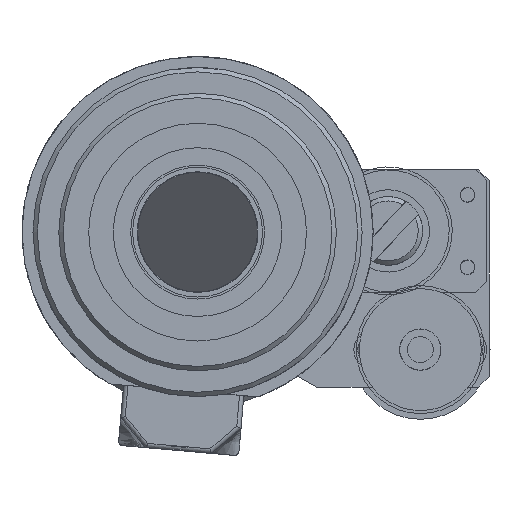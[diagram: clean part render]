
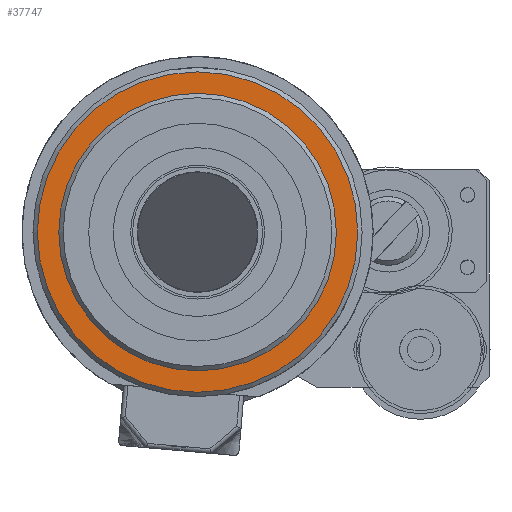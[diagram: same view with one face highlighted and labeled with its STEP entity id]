
A CAD part, left-side view. The second image highlights one B-rep face of the part: STEP entity #37747.
In plain terms, the highlighted face is planar.
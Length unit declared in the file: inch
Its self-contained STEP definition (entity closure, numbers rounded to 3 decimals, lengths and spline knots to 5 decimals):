
#37705=CARTESIAN_POINT('',(-0.73,0.0,0.));
#37706=VERTEX_POINT('',#37705);
#37707=CARTESIAN_POINT('',(0.0,0.0,0.0));
#37708=DIRECTION('',(0.0,1.0,0.0));
#37709=DIRECTION('',(1.0,0.0,0.0));
#37710=AXIS2_PLACEMENT_3D('',#37707,#37708,#37709);
#37711=CIRCLE('',#37710,0.73);
#37712=EDGE_CURVE('',#37706,#37706,#37711,.T.);
#37728=CARTESIAN_POINT('',(-0.6565,0.0,0.0));
#37729=DIRECTION('',(0.0,-1.0,0.0));
#37730=DIRECTION('',(0.0,0.0,-1.0));
#37731=AXIS2_PLACEMENT_3D('',#37728,#37729,#37730);
#37732=PLANE('',#37731);
#37733=ORIENTED_EDGE('',*,*,#37712,.F.);
#37734=EDGE_LOOP('',(#37733));
#37735=FACE_OUTER_BOUND('',#37734,.T.);
#37736=CARTESIAN_POINT('',(-0.563,0.0,0.0));
#37737=VERTEX_POINT('',#37736);
#37738=CARTESIAN_POINT('',(0.0,0.0,0.0));
#37739=DIRECTION('',(0.0,1.0,0.0));
#37740=DIRECTION('',(-1.0,0.0,0.0));
#37741=AXIS2_PLACEMENT_3D('',#37738,#37739,#37740);
#37742=CIRCLE('',#37741,0.563);
#37743=EDGE_CURVE('',#37737,#37737,#37742,.T.);
#37744=ORIENTED_EDGE('',*,*,#37743,.T.);
#37745=EDGE_LOOP('',(#37744));
#37746=FACE_BOUND('',#37745,.T.);
#37747=ADVANCED_FACE('',(#37735,#37746),#37732,.T.);
